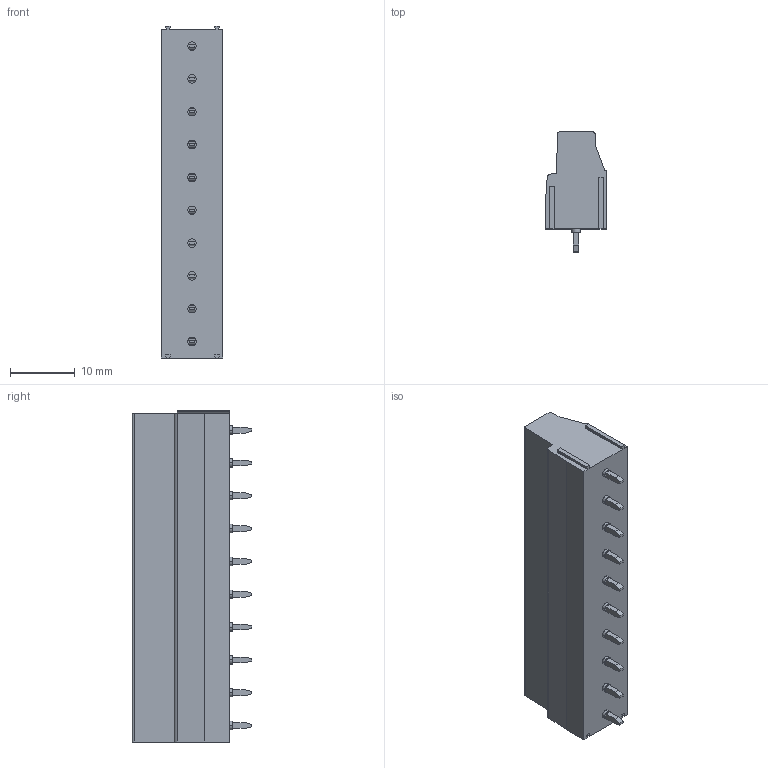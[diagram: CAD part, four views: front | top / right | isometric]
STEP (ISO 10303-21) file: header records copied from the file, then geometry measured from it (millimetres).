
FILE_DESCRIPTION(('STEP AP242'),'1');
FILE_NAME('1991341.stp','2020-01-26T22:27:39',('TraceParts'),('TraceParts S.A.'),'Spatial InterOp 3D',' ',' ');
FILE_SCHEMA(('AP242_MANAGED_MODEL_BASED_3D_ENGINEERING_MIM_LF {1 0 10303 442 1 1 4}'));
Length unit declared in the file: millimetre
Products named in the file (1): 1991341
Bounding box: 9.5 x 18.5 x 51.37 mm (x, y, z)
Volume: 5796.7 mm3; surface area: 3564.4 mm2
Topology: 1 solids, 1 shells, 1325 faces, 3442 edges, 2173 vertices
Faces by surface type: plane 1003, torus 128, cone 108, cylinder 66, sphere 20
Entity records: 55728 total; most frequent: CARTESIAN_POINT 12818, ORIENTED_EDGE 6884, DIRECTION 6437, EDGE_CURVE 3442, LINE 2555, VECTOR 2555, VERTEX_POINT 2173, AXIS2_PLACEMENT_3D 1941
